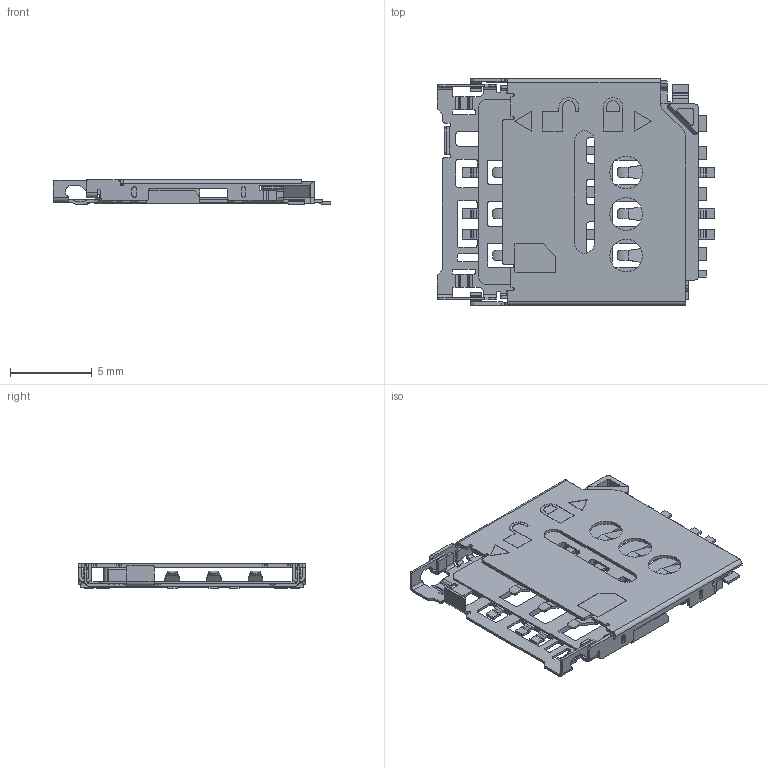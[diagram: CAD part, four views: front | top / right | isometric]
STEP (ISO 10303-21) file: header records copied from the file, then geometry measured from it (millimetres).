
FILE_DESCRIPTION (( 'STEP AP214' ), '1' );
FILE_NAME ('GSM_SIM_SOCKET.STEP', '2017-12-25T03:19:36', ( 'Sky123.Org' ), ( 'Sky123.Org' ), 'SwSTEP 2.0', 'SolidWorks 2013', '' );
FILE_SCHEMA (( 'AUTOMOTIVE_DESIGN' ));
Length unit declared in the file: millimetre
Products named in the file (1): GSM_SIM_SOCKET
Bounding box: 16.96 x 13.85 x 1.5 mm (x, y, z)
Volume: 89.7 mm3; surface area: 797.9 mm2
Topology: 1 solids, 1 shells, 875 faces, 2596 edges, 1728 vertices
Faces by surface type: plane 523, cylinder 352
Entity records: 39170 total; most frequent: CARTESIAN_POINT 5461, ORIENTED_EDGE 5192, DIRECTION 4941, EDGE_CURVE 2596, VECTOR 1869, LINE 1869, VERTEX_POINT 1728, AXIS2_PLACEMENT_3D 1536
